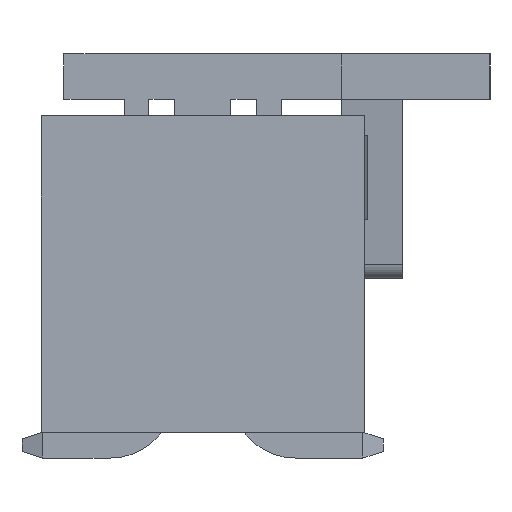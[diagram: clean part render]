
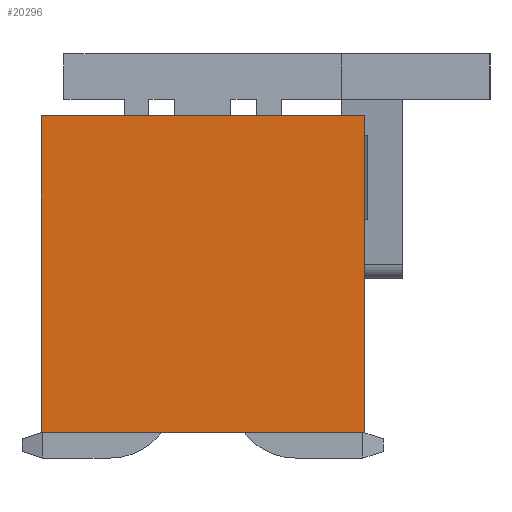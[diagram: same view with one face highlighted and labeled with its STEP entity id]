
A CAD part, left-side view. The second image highlights one B-rep face of the part: STEP entity #20296.
In plain terms, the highlighted planar face has unit normal (-1, 0, 0).
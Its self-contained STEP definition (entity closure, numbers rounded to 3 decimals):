
#3041=ORIENTED_EDGE('',*,*,#5931,.F.);
#3042=ORIENTED_EDGE('',*,*,#5894,.F.);
#3043=ORIENTED_EDGE('',*,*,#4722,.T.);
#3044=ORIENTED_EDGE('',*,*,#6290,.T.);
#4722=EDGE_CURVE('',#6937,#6936,#8366,.T.);
#5894=EDGE_CURVE('',#6937,#7758,#9538,.T.);
#5931=EDGE_CURVE('',#7758,#7765,#9575,.T.);
#6290=EDGE_CURVE('',#6936,#7765,#9934,.T.);
#6936=VERTEX_POINT('',#25254);
#6937=VERTEX_POINT('',#25256);
#7758=VERTEX_POINT('',#27569);
#7765=VERTEX_POINT('',#27614);
#8366=LINE('',#25255,#10572);
#9538=LINE('',#27568,#11744);
#9575=LINE('',#27613,#11781);
#9934=LINE('',#28329,#12140);
#10572=VECTOR('',#21438,1000.);
#11744=VECTOR('',#23250,1000.);
#11781=VECTOR('',#23289,1000.);
#12140=VECTOR('',#23838,1000.);
#13248=EDGE_LOOP('',(#3041,#3042,#3043,#3044));
#14040=FACE_BOUND('',#13248,.T.);
#14771=PLANE('',#21042);
#20296=ADVANCED_FACE('',(#14040),#14771,.T.);
#21042=AXIS2_PLACEMENT_3D('',#28330,#23839,#23840);
#21438=DIRECTION('',(0.,0.,1.));
#23250=DIRECTION('',(0.,1.,0.));
#23289=DIRECTION('',(0.,0.,1.));
#23838=DIRECTION('',(0.,1.,0.));
#23839=DIRECTION('',(-1.,0.,0.));
#23840=DIRECTION('',(0.,0.,1.));
#25254=CARTESIAN_POINT('',(-22.225,-2.5,2.45));
#25255=CARTESIAN_POINT('',(-22.225,-2.5,-2.45));
#25256=CARTESIAN_POINT('',(-22.225,-2.5,-2.45));
#27568=CARTESIAN_POINT('',(-22.225,-2.5,-2.45));
#27569=CARTESIAN_POINT('',(-22.225,2.5,-2.45));
#27613=CARTESIAN_POINT('',(-22.225,2.5,-2.45));
#27614=CARTESIAN_POINT('',(-22.225,2.5,2.45));
#28329=CARTESIAN_POINT('',(-22.225,-2.5,2.45));
#28330=CARTESIAN_POINT('',(-22.225,-2.5,-2.45));
